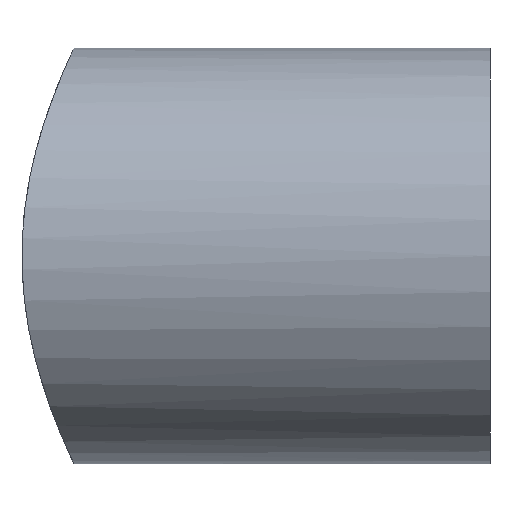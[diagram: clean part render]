
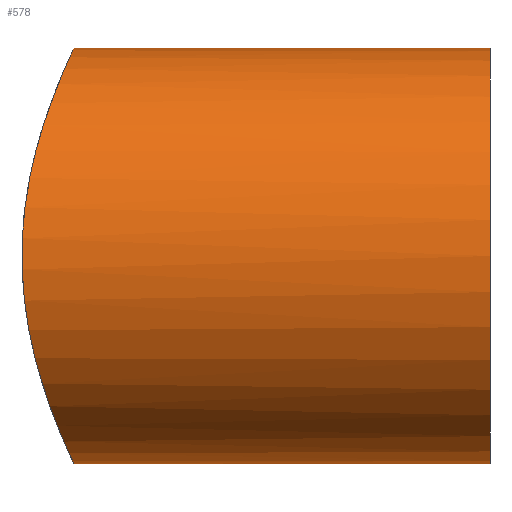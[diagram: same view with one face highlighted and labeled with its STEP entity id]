
A CAD part, left-side view. The second image highlights one B-rep face of the part: STEP entity #578.
In plain terms, the highlighted cylindrical face has radius 10 mm (diameter 20 mm), a partial arc.
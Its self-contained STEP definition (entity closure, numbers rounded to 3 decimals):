
#182 = CARTESIAN_POINT ( 'NONE',  ( 0., 20., -10. ) ) ;
#281 = CIRCLE ( 'NONE', #833, 10. ) ;
#288 = CARTESIAN_POINT ( 'NONE',  ( -5.318, 20.676, -8.475 ) ) ;
#327 = CARTESIAN_POINT ( 'NONE',  ( -7.535, 21.378, 6.606 ) ) ;
#447 = CARTESIAN_POINT ( 'NONE',  ( -2.629, 20.154, 9.671 ) ) ;
#489 = VERTEX_POINT ( 'NONE', #182 ) ;
#578 = ADVANCED_FACE ( 'NONE', ( #649 ), #9516, .T. ) ;
#587 = EDGE_CURVE ( 'NONE', #3869, #489, #10481, .T. ) ;
#649 = FACE_OUTER_BOUND ( 'NONE', #935, .T. ) ;
#833 = AXIS2_PLACEMENT_3D ( 'NONE', #9086, #10119, #10983 ) ;
#935 = EDGE_LOOP ( 'NONE', ( #2726, #3013, #6859, #7857 ) ) ;
#940 = DIRECTION ( 'NONE',  ( 0., -1., 0. ) ) ;
#1236 = CARTESIAN_POINT ( 'NONE',  ( -5.316, 20.675, 8.476 ) ) ;
#1269 = CARTESIAN_POINT ( 'NONE',  ( -7.943, 21.54, 6.11 ) ) ;
#1357 = CARTESIAN_POINT ( 'NONE',  ( -8.652, 21.845, -5.026 ) ) ;
#1392 = CARTESIAN_POINT ( 'NONE',  ( -6.611, 21.055, 7.51 ) ) ;
#1624 = CARTESIAN_POINT ( 'NONE',  ( 0., 0., -10. ) ) ;
#1696 = DIRECTION ( 'NONE',  ( 0., -1., 0. ) ) ;
#1972 = CARTESIAN_POINT ( 'NONE',  ( -0.331, 20., 10. ) ) ;
#2057 = LINE ( 'NONE', #2893, #3210 ) ;
#2120 = DIRECTION ( 'NONE',  ( 0., -1., 0. ) ) ;
#2162 = CARTESIAN_POINT ( 'NONE',  ( -1.327, 20.039, 9.917 ) ) ;
#2201 = CARTESIAN_POINT ( 'NONE',  ( -3.261, 20.243, -9.476 ) ) ;
#2242 = CARTESIAN_POINT ( 'NONE',  ( -9.103, 22.053, -4.153 ) ) ;
#2283 = CARTESIAN_POINT ( 'NONE',  ( -6.852, 21.136, 7.291 ) ) ;
#2558 = VERTEX_POINT ( 'NONE', #1624 ) ;
#2726 = ORIENTED_EDGE ( 'NONE', *, *, #3942, .F. ) ;
#2893 = CARTESIAN_POINT ( 'NONE',  ( 0., 41.2, 10. ) ) ;
#3013 = ORIENTED_EDGE ( 'NONE', *, *, #587, .T. ) ;
#3079 = CARTESIAN_POINT ( 'NONE',  ( -1.658, 20.062, 9.867 ) ) ;
#3117 = CARTESIAN_POINT ( 'NONE',  ( -8.484, 21.771, -5.303 ) ) ;
#3166 = CARTESIAN_POINT ( 'NONE',  ( -6.111, 20.898, 7.922 ) ) ;
#3210 = VECTOR ( 'NONE', #940, 1000. ) ;
#3218 = CARTESIAN_POINT ( 'NONE',  ( -4.168, 20.411, 9.096 ) ) ;
#3260 = CARTESIAN_POINT ( 'NONE',  ( -7.535, 21.378, -6.606 ) ) ;
#3434 = CARTESIAN_POINT ( 'NONE',  ( 0., 20., 10. ) ) ;
#3869 = VERTEX_POINT ( 'NONE', #3434 ) ;
#3942 = EDGE_CURVE ( 'NONE', #3869, #7777, #2057, .T. ) ;
#4037 = CARTESIAN_POINT ( 'NONE',  ( -9.669, 22.333, 2.635 ) ) ;
#4071 = CARTESIAN_POINT ( 'NONE',  ( -9.867, 22.436, 1.661 ) ) ;
#4117 = CARTESIAN_POINT ( 'NONE',  ( -8.651, 21.845, 5.027 ) ) ;
#4156 = CARTESIAN_POINT ( 'NONE',  ( -9.917, 22.462, 1.329 ) ) ;
#4537 = CARTESIAN_POINT ( 'NONE',  ( 0., 41.2, -10. ) ) ;
#4934 = CARTESIAN_POINT ( 'NONE',  ( -5.041, 20.606, -8.643 ) ) ;
#5010 = CARTESIAN_POINT ( 'NONE',  ( -9.984, 22.498, -0.653 ) ) ;
#5099 = CARTESIAN_POINT ( 'NONE',  ( -9.673, 22.335, -2.622 ) ) ;
#5843 = CARTESIAN_POINT ( 'NONE',  ( 0., 41.2, 0. ) ) ;
#5888 = CARTESIAN_POINT ( 'NONE',  ( -4.466, 20.474, -8.953 ) ) ;
#5966 = CARTESIAN_POINT ( 'NONE',  ( 0., 20., -10. ) ) ;
#6629 = CARTESIAN_POINT ( 'NONE',  ( 0., 20., 10. ) ) ;
#6815 = CARTESIAN_POINT ( 'NONE',  ( -0.662, 20.008, 9.984 ) ) ;
#6856 = CARTESIAN_POINT ( 'NONE',  ( -5.852, 20.822, 8.116 ) ) ;
#6859 = ORIENTED_EDGE ( 'NONE', *, *, #6954, .T. ) ;
#6886 = LINE ( 'NONE', #4537, #9957 ) ;
#6936 = CARTESIAN_POINT ( 'NONE',  ( -9.101, 22.052, 4.157 ) ) ;
#6954 = EDGE_CURVE ( 'NONE', #489, #2558, #6886, .T. ) ;
#6985 = CARTESIAN_POINT ( 'NONE',  ( -9.477, 22.234, 3.258 ) ) ;
#7777 = VERTEX_POINT ( 'NONE', #8026 ) ;
#7781 = CARTESIAN_POINT ( 'NONE',  ( -4.168, 20.411, -9.096 ) ) ;
#7857 = ORIENTED_EDGE ( 'NONE', *, *, #9645, .T. ) ;
#7912 = CARTESIAN_POINT ( 'NONE',  ( -8.961, 21.986, -4.451 ) ) ;
#8026 = CARTESIAN_POINT ( 'NONE',  ( 0., 0., 10. ) ) ;
#8644 = DIRECTION ( 'NONE',  ( 0., 0., -1. ) ) ;
#8679 = CARTESIAN_POINT ( 'NONE',  ( -3.257, 20.243, 9.478 ) ) ;
#8800 = CARTESIAN_POINT ( 'NONE',  ( -8.961, 21.986, 4.451 ) ) ;
#8844 = CARTESIAN_POINT ( 'NONE',  ( -4.465, 20.474, 8.954 ) ) ;
#9086 = CARTESIAN_POINT ( 'NONE',  ( 0., 0., 0. ) ) ;
#9516 = CYLINDRICAL_SURFACE ( 'NONE', #9836, 10. ) ;
#9645 = EDGE_CURVE ( 'NONE', #2558, #7777, #281, .T. ) ;
#9665 = CARTESIAN_POINT ( 'NONE',  ( -2.636, 20.155, -9.669 ) ) ;
#9703 = CARTESIAN_POINT ( 'NONE',  ( -5.038, 20.605, 8.644 ) ) ;
#9751 = CARTESIAN_POINT ( 'NONE',  ( -8.482, 21.77, 5.306 ) ) ;
#9794 = CARTESIAN_POINT ( 'NONE',  ( -6.618, 21.053, -7.525 ) ) ;
#9836 = AXIS2_PLACEMENT_3D ( 'NONE', #5843, #2120, #8644 ) ;
#9957 = VECTOR ( 'NONE', #1696, 1000. ) ;
#10119 = DIRECTION ( 'NONE',  ( 0., 1., 0. ) ) ;
#10481 = B_SPLINE_CURVE_WITH_KNOTS ( 'NONE', 3,
 ( #6629, #1972, #6815, #2162, #3079, #447, #8679, #3218, #8844, #9703, #1236, #6856, #3166, #1392, #2283, #327, #1269, #9751, #4117, #8800, #6936, #6985, #4037, #4071, #4156, #10578, #10660, #5010, #11520, #10704, #5099, #11654, #2242, #7912, #1357, #3117, #11607, #3260, #9794, #10541, #288, #4934, #5888, #7781, #2201, #9665, #10613, #11571, #5966 ),
 .UNSPECIFIED., .F., .F.,
 ( 4, 2, 2, 2, 2, 2, 2, 2, 2, 2, 2, 2, 2, 1, 2, 2, 2, 2, 2, 2, 2, 2, 2, 2, 4 ),
 ( 0.032, 0.033, 0.034, 0.036, 0.037, 0.038, 0.039, 0.04, 0.042, 0.043, 0.044, 0.046, 0.047, 0.048, 0.049, 0.05, 0.052, 0.053, 0.054, 0.056, 0.057, 0.058, 0.059, 0.061, 0.063 ),
 .UNSPECIFIED. ) ;
#10541 = CARTESIAN_POINT ( 'NONE',  ( -6.121, 20.895, -7.934 ) ) ;
#10578 = CARTESIAN_POINT ( 'NONE',  ( -9.983, 22.498, 0.668 ) ) ;
#10613 = CARTESIAN_POINT ( 'NONE',  ( -1.344, 20.033, -9.931 ) ) ;
#10660 = CARTESIAN_POINT ( 'NONE',  ( -10.016, 22.515, 0.008 ) ) ;
#10704 = CARTESIAN_POINT ( 'NONE',  ( -9.869, 22.437, -1.644 ) ) ;
#10983 = DIRECTION ( 'NONE',  ( 0., 0., 1. ) ) ;
#11520 = CARTESIAN_POINT ( 'NONE',  ( -9.919, 22.464, -1.312 ) ) ;
#11571 = CARTESIAN_POINT ( 'NONE',  ( -0.671, 20., -10. ) ) ;
#11607 = CARTESIAN_POINT ( 'NONE',  ( -7.945, 21.541, -6.107 ) ) ;
#11654 = CARTESIAN_POINT ( 'NONE',  ( -9.48, 22.236, -3.248 ) ) ;
